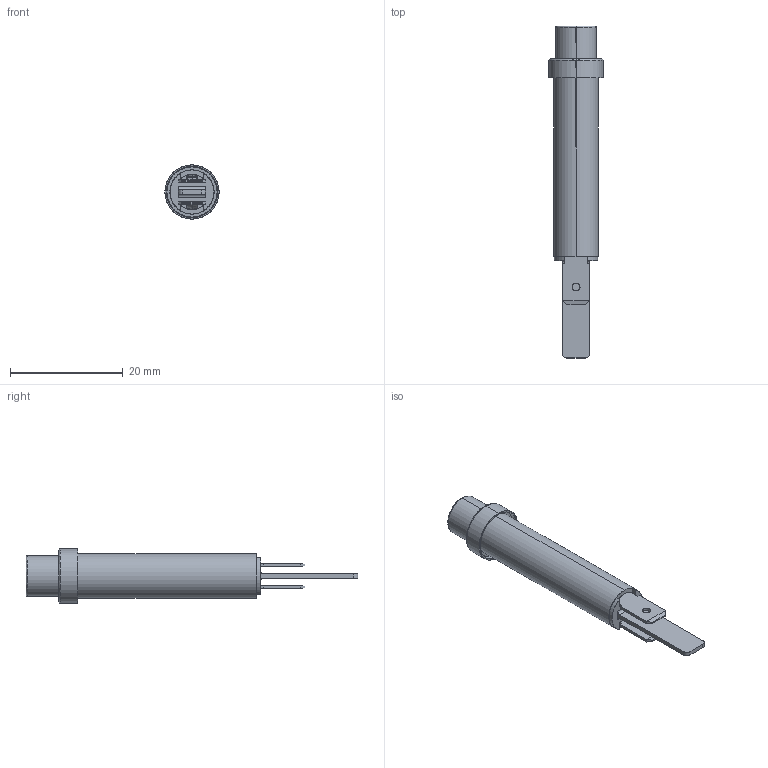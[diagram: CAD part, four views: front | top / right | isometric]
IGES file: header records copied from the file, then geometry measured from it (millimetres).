
Start section: SolidWorks IGES file using analytic representation for surfaces
Global section: file name: 2150_series.IGS; native system: SolidWorks 2016; preprocessor: SolidWorks 2016; author: tstoltenburg; date: 180118.160724; units: inch
Bounding box: 9.6 x 58.83 x 9.6 mm (x, y, z)
Surface area: 3824.4 mm2 (no closed solid volume)
Topology: 0 solids, 0 shells, 224 faces, 2217 edges, 2211 vertices
Faces by surface type: bspline 150, revolution 74
